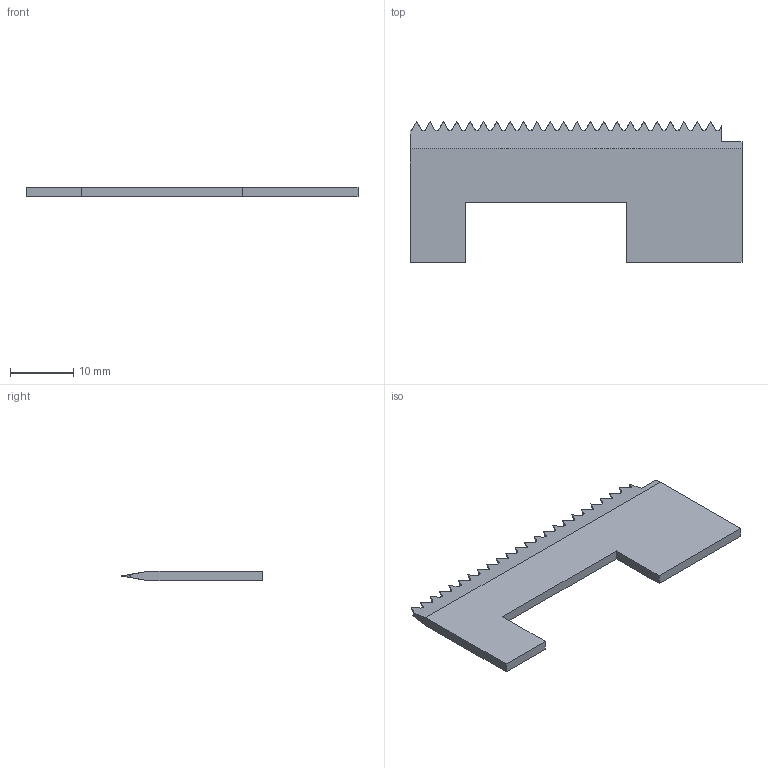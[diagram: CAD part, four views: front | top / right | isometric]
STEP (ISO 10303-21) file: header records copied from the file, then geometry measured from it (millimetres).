
FILE_DESCRIPTION (( 'STEP AP203' ), '1' );
FILE_NAME ('P532.STEP', '2022-04-27T16:05:37', ( '' ), ( '' ), 'SwSTEP 2.0', 'SolidWorks 2020', '' );
FILE_SCHEMA (( 'CONFIG_CONTROL_DESIGN' ));
Length unit declared in the file: inch
Products named in the file (1): P532
Bounding box: 52.37 x 22.23 x 1.52 mm (x, y, z)
Volume: 1218.4 mm3; surface area: 1940.2 mm2
Topology: 1 solids, 1 shells, 107 faces, 292 edges, 187 vertices
Faces by surface type: plane 60, cylinder 47
Entity records: 3361 total; most frequent: CARTESIAN_POINT 869, ORIENTED_EDGE 584, DIRECTION 414, EDGE_CURVE 292, LINE 198, VECTOR 198, VERTEX_POINT 187, AXIS2_PLACEMENT_3D 108
